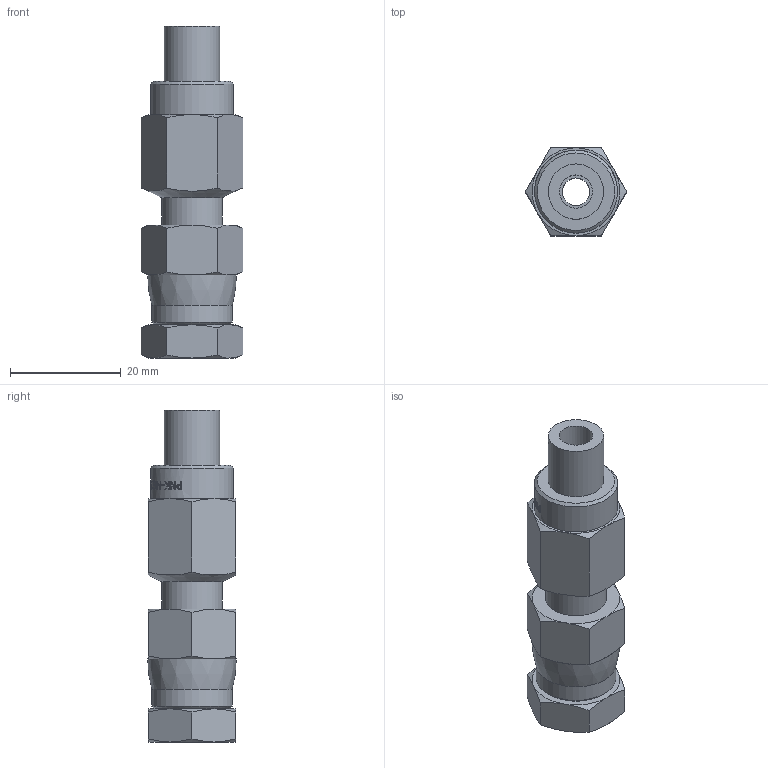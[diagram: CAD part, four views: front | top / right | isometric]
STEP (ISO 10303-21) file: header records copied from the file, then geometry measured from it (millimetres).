
FILE_DESCRIPTION(/* description */ ('TERMINAL P/ MANGUEIRA'),/* implementation_level */ '2;1');
FILE_NAME(/* name */ 'PNK-MG10-J1-2-TR00.stp',/* time_stamp */ '2025-01-07T09:58:09-03:00',/* author */ ('Jefferson'),/* organization */ (''),/* preprocessor_version */ 'ST-DEVELOPER v19',/* originating_system */ 'Autodesk Inventor 2023',/* authorisation */ '');
FILE_SCHEMA (('AUTOMOTIVE_DESIGN { 1 0 10303 214 3 1 1 }'));
Length unit declared in the file: millimetre
Products named in the file (1): PNK-MG10-J1-2-TR000
Bounding box: 18.33 x 16 x 60 mm (x, y, z)
Volume: 7228.8 mm3; surface area: 5014.7 mm2
Topology: 2 solids, 2 shells, 294 faces, 750 edges, 489 vertices
Faces by surface type: plane 131, bspline 99, cone 33, cylinder 31
Full cylindrical faces by diameter (mm): 5 x1, 6 x1, 10 x2, 11 x1, 12.7 x1, 14.5 x1, 15 x1
Entity records: 11224 total; most frequent: CARTESIAN_POINT 4748, ORIENTED_EDGE 1500, DIRECTION 1040, EDGE_CURVE 750, VERTEX_POINT 489, AXIS2_PLACEMENT_3D 357, EDGE_LOOP 327, LINE 326
